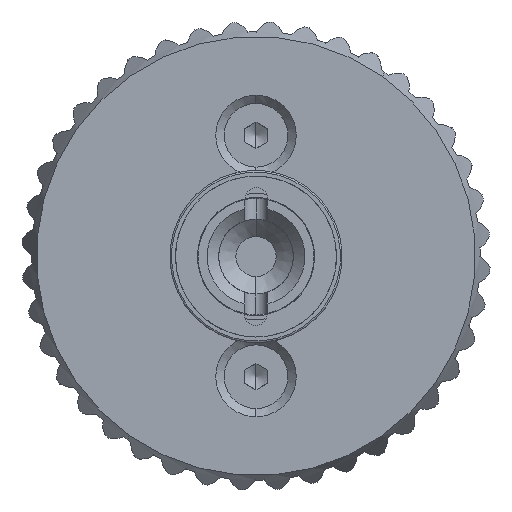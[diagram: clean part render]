
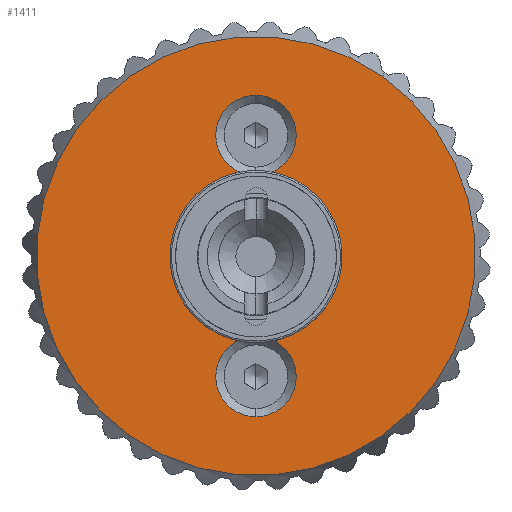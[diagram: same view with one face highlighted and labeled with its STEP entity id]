
A CAD part, front view. The second image highlights one B-rep face of the part: STEP entity #1411.
In plain terms, the highlighted planar face has unit normal (0, -1, 0).
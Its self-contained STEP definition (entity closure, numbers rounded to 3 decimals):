
#1411=ADVANCED_FACE('',(#2857,#2858,#2859,#2860),#2861,.T.);
#2857=FACE_BOUND('',#7808,.T.);
#2858=FACE_BOUND('',#7809,.T.);
#2859=FACE_OUTER_BOUND('',#7810,.T.);
#2860=FACE_BOUND('',#7811,.T.);
#2861=PLANE('',#7812);
#7808=EDGE_LOOP('',(#13704,#13705,#13706));
#7809=EDGE_LOOP('',(#13707,#13708,#13709));
#7810=EDGE_LOOP('',(#13710,#13711));
#7811=EDGE_LOOP('',(#13712,#13713));
#7812=AXIS2_PLACEMENT_3D('',#13714,#13715,#13716);
#13704=ORIENTED_EDGE('',*,*,#16215,.T.);
#13705=ORIENTED_EDGE('',*,*,#17246,.T.);
#13706=ORIENTED_EDGE('',*,*,#16216,.T.);
#13707=ORIENTED_EDGE('',*,*,#17138,.T.);
#13708=ORIENTED_EDGE('',*,*,#17247,.T.);
#13709=ORIENTED_EDGE('',*,*,#17139,.T.);
#13710=ORIENTED_EDGE('',*,*,#17248,.F.);
#13711=ORIENTED_EDGE('',*,*,#16479,.F.);
#13712=ORIENTED_EDGE('',*,*,#17249,.F.);
#13713=ORIENTED_EDGE('',*,*,#17250,.F.);
#13714=CARTESIAN_POINT('',(-10.353,-10.2,7.269));
#13715=DIRECTION('',(0.,-1.0,0.));
#13716=DIRECTION('',(-0.575,0.,-0.818));
#16215=EDGE_CURVE('',#18366,#18364,#18367,.F.);
#16216=EDGE_CURVE('',#18368,#18366,#18369,.F.);
#16479=EDGE_CURVE('',#18817,#18703,#18819,.F.);
#17138=EDGE_CURVE('',#19839,#19837,#19840,.F.);
#17139=EDGE_CURVE('',#19841,#19839,#19842,.F.);
#17246=EDGE_CURVE('',#18364,#18368,#19992,.F.);
#17247=EDGE_CURVE('',#19837,#19841,#19993,.F.);
#17248=EDGE_CURVE('',#18703,#18817,#19994,.F.);
#17249=EDGE_CURVE('',#19995,#19996,#19997,.T.);
#17250=EDGE_CURVE('',#19996,#19995,#19998,.T.);
#18364=VERTEX_POINT('',#21796);
#18366=VERTEX_POINT('',#21799);
#18367=CIRCLE('',#21800,3.5);
#18368=VERTEX_POINT('',#21801);
#18369=CIRCLE('',#21802,3.5);
#18703=VERTEX_POINT('',#22440);
#18817=VERTEX_POINT('',#22899);
#18819=CIRCLE('',#22902,19.102);
#19837=VERTEX_POINT('',#25092);
#19839=VERTEX_POINT('',#25095);
#19840=CIRCLE('',#25096,3.5);
#19841=VERTEX_POINT('',#25097);
#19842=CIRCLE('',#25098,3.5);
#19992=CIRCLE('',#25423,3.5);
#19993=CIRCLE('',#25424,3.5);
#19994=CIRCLE('',#25425,19.102);
#19995=VERTEX_POINT('',#25426);
#19996=VERTEX_POINT('',#25427);
#19997=CIRCLE('',#25428,4.0);
#19998=CIRCLE('',#25429,4.0);
#21796=CARTESIAN_POINT('',(0.,-10.2,-14.));
#21799=CARTESIAN_POINT('',(3.5,-10.2,-10.5));
#21800=AXIS2_PLACEMENT_3D('',#27242,#27243,#27244);
#21801=CARTESIAN_POINT('',(0.,-10.2,-7.));
#21802=AXIS2_PLACEMENT_3D('',#27245,#27246,#27247);
#22440=CARTESIAN_POINT('',(10.977,-10.2,15.633));
#22899=CARTESIAN_POINT('',(-10.977,-10.2,-15.633));
#22902=AXIS2_PLACEMENT_3D('',#27502,#27503,#27504);
#25092=CARTESIAN_POINT('',(0.,-10.2,7.));
#25095=CARTESIAN_POINT('',(3.5,-10.2,10.5));
#25096=AXIS2_PLACEMENT_3D('',#28098,#28099,#28100);
#25097=CARTESIAN_POINT('',(0.,-10.2,14.));
#25098=AXIS2_PLACEMENT_3D('',#28101,#28102,#28103);
#25423=AXIS2_PLACEMENT_3D('',#28176,#28177,#28178);
#25424=AXIS2_PLACEMENT_3D('',#28179,#28180,#28181);
#25425=AXIS2_PLACEMENT_3D('',#28182,#28183,#28184);
#25426=CARTESIAN_POINT('',(0.0,-10.2,4.0));
#25427=CARTESIAN_POINT('',(0.,-10.2,-4.0));
#25428=AXIS2_PLACEMENT_3D('',#28185,#28186,#28187);
#25429=AXIS2_PLACEMENT_3D('',#28188,#28189,#28190);
#27242=CARTESIAN_POINT('',(0.0,-10.2,-10.5));
#27243=DIRECTION('',(0.,-1.0,0.));
#27244=DIRECTION('',(1.0,0.,0.));
#27245=CARTESIAN_POINT('',(0.0,-10.2,-10.5));
#27246=DIRECTION('',(0.,-1.0,0.));
#27247=DIRECTION('',(1.0,0.,0.));
#27502=CARTESIAN_POINT('',(0.,-10.2,0.));
#27503=DIRECTION('',(0.,-1.0,0.));
#27504=DIRECTION('',(-0.575,0.,-0.818));
#28098=CARTESIAN_POINT('',(0.0,-10.2,10.5));
#28099=DIRECTION('',(0.,-1.0,0.));
#28100=DIRECTION('',(1.0,0.,0.));
#28101=CARTESIAN_POINT('',(0.0,-10.2,10.5));
#28102=DIRECTION('',(0.,-1.0,0.));
#28103=DIRECTION('',(1.0,0.,0.));
#28176=CARTESIAN_POINT('',(0.0,-10.2,-10.5));
#28177=DIRECTION('',(0.,-1.0,0.));
#28178=DIRECTION('',(1.0,0.,0.));
#28179=CARTESIAN_POINT('',(0.0,-10.2,10.5));
#28180=DIRECTION('',(0.,-1.0,0.));
#28181=DIRECTION('',(1.0,0.,0.));
#28182=CARTESIAN_POINT('',(0.,-10.2,0.));
#28183=DIRECTION('',(0.,-1.0,0.));
#28184=DIRECTION('',(-0.575,0.,-0.818));
#28185=CARTESIAN_POINT('',(0.0,-10.2,0.0));
#28186=DIRECTION('',(0.0,-1.0,0.0));
#28187=DIRECTION('',(0.0,0.0,1.0));
#28188=CARTESIAN_POINT('',(0.0,-10.2,0.0));
#28189=DIRECTION('',(0.0,-1.0,0.0));
#28190=DIRECTION('',(0.0,0.0,1.0));
